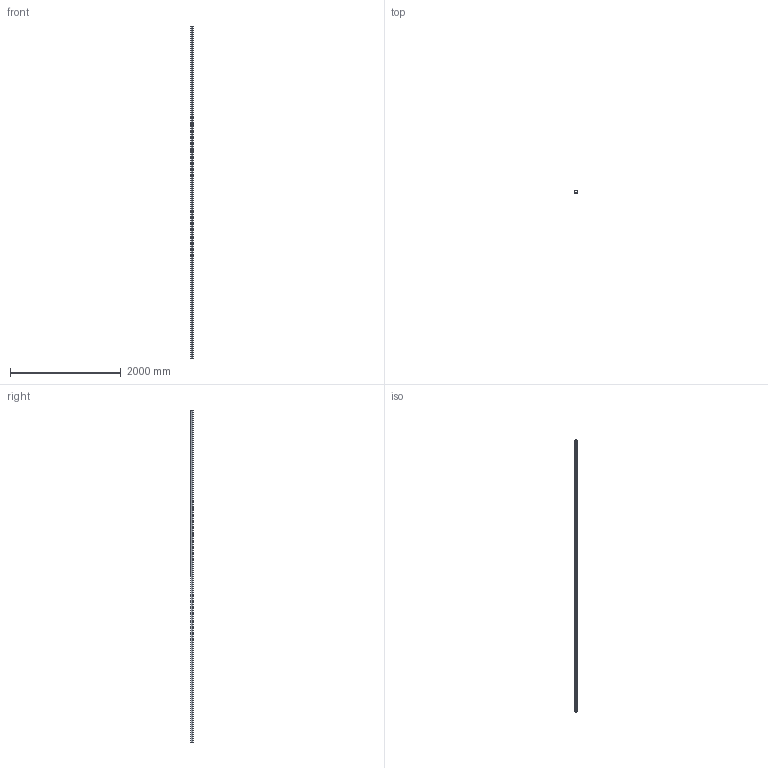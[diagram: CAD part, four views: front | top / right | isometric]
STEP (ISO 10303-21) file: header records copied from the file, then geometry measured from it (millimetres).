
FILE_DESCRIPTION (( 'STEP AP203' ), '1' );
FILE_NAME ('339-M.step', '2021-05-31T07:51:17', ( '' ), ( '' ), 'SwSTEP 2.0', 'SolidWorks 2018', '' );
FILE_SCHEMA (( 'CONFIG_CONTROL_DESIGN' ));
Length unit declared in the file: millimetre
Products named in the file (2): 339-M
Bounding box: 42 x 52.96 x 6000 mm (x, y, z)
Volume: 2359847.5 mm3; surface area: 1918675.6 mm2
Topology: 1 solids, 1 shells, 255 faces, 705 edges, 470 vertices
Faces by surface type: plane 138, bspline 105, cylinder 12
Entity records: 12740 total; most frequent: CARTESIAN_POINT 6769, ORIENTED_EDGE 1410, DIRECTION 823, EDGE_CURVE 705, VECTOR 471, LINE 471, VERTEX_POINT 470, EDGE_LOOP 273
